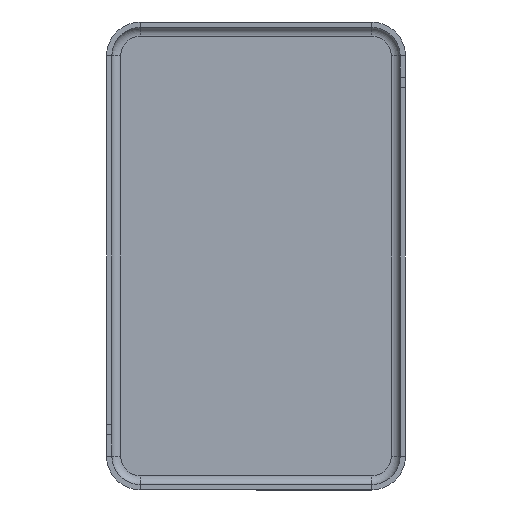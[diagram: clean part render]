
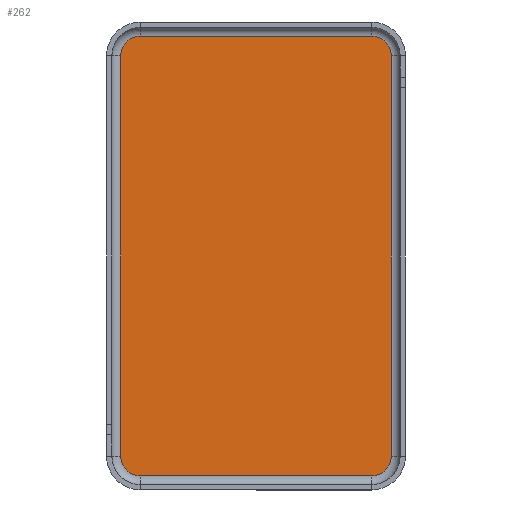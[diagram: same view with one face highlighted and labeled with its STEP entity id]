
A CAD part, front view. The second image highlights one B-rep face of the part: STEP entity #262.
In plain terms, the highlighted planar face has unit normal (0, -1, 0).
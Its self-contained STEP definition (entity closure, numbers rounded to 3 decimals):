
#12 = EDGE_CURVE ( 'NONE', #806, #537, #1255, .T. ) ;
#15 = CARTESIAN_POINT ( 'NONE',  ( -6.5, -0.3, 12.35 ) ) ;
#22 = CIRCLE ( 'NONE', #274, 1.1 ) ;
#40 = ORIENTED_EDGE ( 'NONE', *, *, #849, .F. ) ;
#71 = DIRECTION ( 'NONE',  ( 0., 1., 0. ) ) ;
#83 = CARTESIAN_POINT ( 'NONE',  ( -6.5, -0.3, 11.25 ) ) ;
#119 = ORIENTED_EDGE ( 'NONE', *, *, #1086, .F. ) ;
#124 = CARTESIAN_POINT ( 'NONE',  ( 6.5, -0.3, -11.25 ) ) ;
#143 = CARTESIAN_POINT ( 'NONE',  ( 7.6, -0.3, 11.25 ) ) ;
#158 = DIRECTION ( 'NONE',  ( 0., 0., -1. ) ) ;
#159 = EDGE_LOOP ( 'NONE', ( #119, #946, #641, #1089, #360, #40, #922, #1400 ) ) ;
#181 = CIRCLE ( 'NONE', #1399, 1.1 ) ;
#202 = CARTESIAN_POINT ( 'NONE',  ( 6.5, -0.3, 12.35 ) ) ;
#260 = DIRECTION ( 'NONE',  ( 0., 1., 0. ) ) ;
#262 = ADVANCED_FACE ( 'NONE', ( #1125 ), #1056, .T. ) ;
#274 = AXIS2_PLACEMENT_3D ( 'NONE', #83, #1292, #1195 ) ;
#277 = CARTESIAN_POINT ( 'NONE',  ( 6.5, -0.3, 11.25 ) ) ;
#333 = EDGE_CURVE ( 'NONE', #853, #645, #22, .T. ) ;
#351 = LINE ( 'NONE', #1062, #1164 ) ;
#358 = DIRECTION ( 'NONE',  ( 0., 0., 1. ) ) ;
#360 = ORIENTED_EDGE ( 'NONE', *, *, #12, .F. ) ;
#363 = CARTESIAN_POINT ( 'NONE',  ( -6.5, -0.3, -12.35 ) ) ;
#379 = DIRECTION ( 'NONE',  ( 0., 0., 1. ) ) ;
#399 = EDGE_CURVE ( 'NONE', #537, #853, #351, .T. ) ;
#409 = VERTEX_POINT ( 'NONE', #953 ) ;
#430 = VECTOR ( 'NONE', #906, 1000. ) ;
#449 = LINE ( 'NONE', #695, #1267 ) ;
#475 = CARTESIAN_POINT ( 'NONE',  ( 6.5, -0.3, -12.35 ) ) ;
#480 = CARTESIAN_POINT ( 'NONE',  ( -6.5, -0.3, 12.35 ) ) ;
#487 = CARTESIAN_POINT ( 'NONE',  ( -6.5, -0.3, -11.25 ) ) ;
#535 = CARTESIAN_POINT ( 'NONE',  ( -7.6, -0.3, -11.25 ) ) ;
#537 = VERTEX_POINT ( 'NONE', #535 ) ;
#538 = VERTEX_POINT ( 'NONE', #202 ) ;
#554 = VERTEX_POINT ( 'NONE', #1437 ) ;
#563 = CIRCLE ( 'NONE', #1244, 1.1 ) ;
#637 = LINE ( 'NONE', #480, #430 ) ;
#641 = ORIENTED_EDGE ( 'NONE', *, *, #333, .F. ) ;
#645 = VERTEX_POINT ( 'NONE', #15 ) ;
#695 = CARTESIAN_POINT ( 'NONE',  ( 7.6, -0.3, 11.25 ) ) ;
#712 = CARTESIAN_POINT ( 'NONE',  ( 6.5, -0.3, 11.25 ) ) ;
#730 = DIRECTION ( 'NONE',  ( 0., -1., 0. ) ) ;
#739 = VECTOR ( 'NONE', #1348, 1000. ) ;
#779 = LINE ( 'NONE', #475, #739 ) ;
#806 = VERTEX_POINT ( 'NONE', #363 ) ;
#813 = EDGE_CURVE ( 'NONE', #554, #409, #563, .T. ) ;
#849 = EDGE_CURVE ( 'NONE', #409, #806, #779, .T. ) ;
#853 = VERTEX_POINT ( 'NONE', #1332 ) ;
#906 = DIRECTION ( 'NONE',  ( 1., 0., 0. ) ) ;
#922 = ORIENTED_EDGE ( 'NONE', *, *, #813, .F. ) ;
#946 = ORIENTED_EDGE ( 'NONE', *, *, #1199, .F. ) ;
#953 = CARTESIAN_POINT ( 'NONE',  ( 6.5, -0.3, -12.35 ) ) ;
#955 = DIRECTION ( 'NONE',  ( 0., 0., 1. ) ) ;
#1026 = DIRECTION ( 'NONE',  ( 0., 1., 0. ) ) ;
#1041 = AXIS2_PLACEMENT_3D ( 'NONE', #487, #260, #379 ) ;
#1056 = PLANE ( 'NONE',  #1324 ) ;
#1062 = CARTESIAN_POINT ( 'NONE',  ( -7.6, -0.3, -11.25 ) ) ;
#1086 = EDGE_CURVE ( 'NONE', #538, #1153, #181, .T. ) ;
#1089 = ORIENTED_EDGE ( 'NONE', *, *, #399, .F. ) ;
#1125 = FACE_OUTER_BOUND ( 'NONE', #159, .T. ) ;
#1153 = VERTEX_POINT ( 'NONE', #143 ) ;
#1164 = VECTOR ( 'NONE', #1167, 1000. ) ;
#1167 = DIRECTION ( 'NONE',  ( 0., 0., 1. ) ) ;
#1195 = DIRECTION ( 'NONE',  ( 0., 0., 1. ) ) ;
#1199 = EDGE_CURVE ( 'NONE', #645, #538, #637, .T. ) ;
#1230 = EDGE_CURVE ( 'NONE', #1153, #554, #449, .T. ) ;
#1244 = AXIS2_PLACEMENT_3D ( 'NONE', #124, #1026, #358 ) ;
#1255 = CIRCLE ( 'NONE', #1041, 1.1 ) ;
#1267 = VECTOR ( 'NONE', #1341, 1000. ) ;
#1292 = DIRECTION ( 'NONE',  ( 0., 1., 0. ) ) ;
#1324 = AXIS2_PLACEMENT_3D ( 'NONE', #712, #730, #158 ) ;
#1332 = CARTESIAN_POINT ( 'NONE',  ( -7.6, -0.3, 11.25 ) ) ;
#1341 = DIRECTION ( 'NONE',  ( 0., 0., -1. ) ) ;
#1348 = DIRECTION ( 'NONE',  ( -1., 0., 0. ) ) ;
#1399 = AXIS2_PLACEMENT_3D ( 'NONE', #277, #71, #955 ) ;
#1400 = ORIENTED_EDGE ( 'NONE', *, *, #1230, .F. ) ;
#1437 = CARTESIAN_POINT ( 'NONE',  ( 7.6, -0.3, -11.25 ) ) ;
